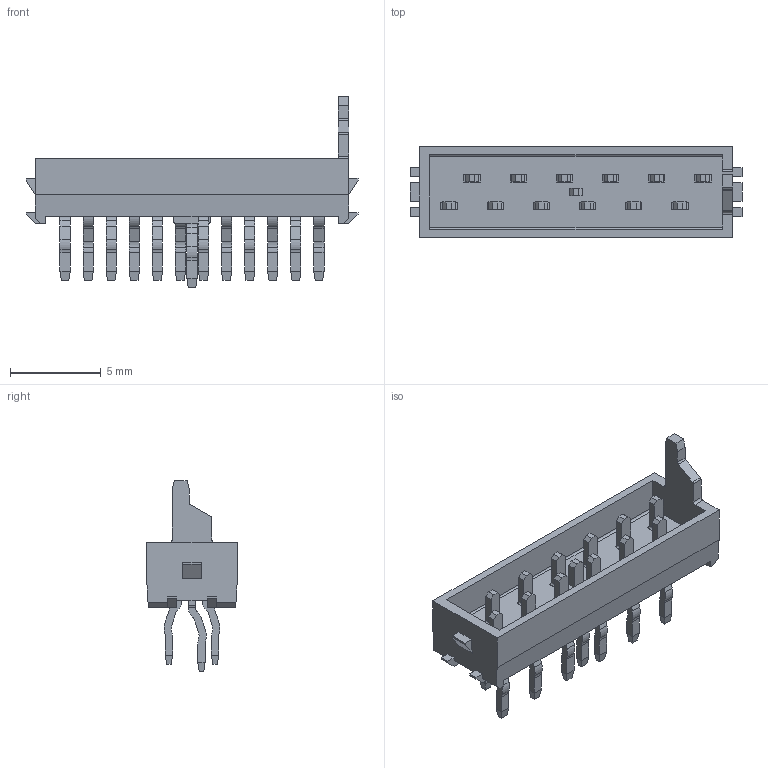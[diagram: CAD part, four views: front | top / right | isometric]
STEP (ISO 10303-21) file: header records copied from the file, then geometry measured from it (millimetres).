
FILE_DESCRIPTION( ( 'Unknown' ), '1' );
FILE_NAME( '690357101272.stp', 'Unknown', ( 'Unknown' ), ( 'Unknown' ), 'XStep 1.0', 'Unknown', ' ' );
FILE_SCHEMA( ( 'automotive_design' ) );
Length unit declared in the file: millimetre
Products named in the file (3): Assem1; Gehäuse; Pin
Bounding box: 18.27 x 5 x 10.5 mm (x, y, z)
Volume: 319.1 mm3; surface area: 1140.9 mm2
Topology: 15 solids, 15 shells, 896 faces, 2482 edges, 1620 vertices
Faces by surface type: plane 702, cylinder 194
Entity records: 7844 total; most frequent: CARTESIAN_POINT 1336, ORIENTED_EDGE 1316, DIRECTION 1182, EDGE_CURVE 658, LINE 618, VECTOR 618, VERTEX_POINT 436, AXIS2_PLACEMENT_3D 282
